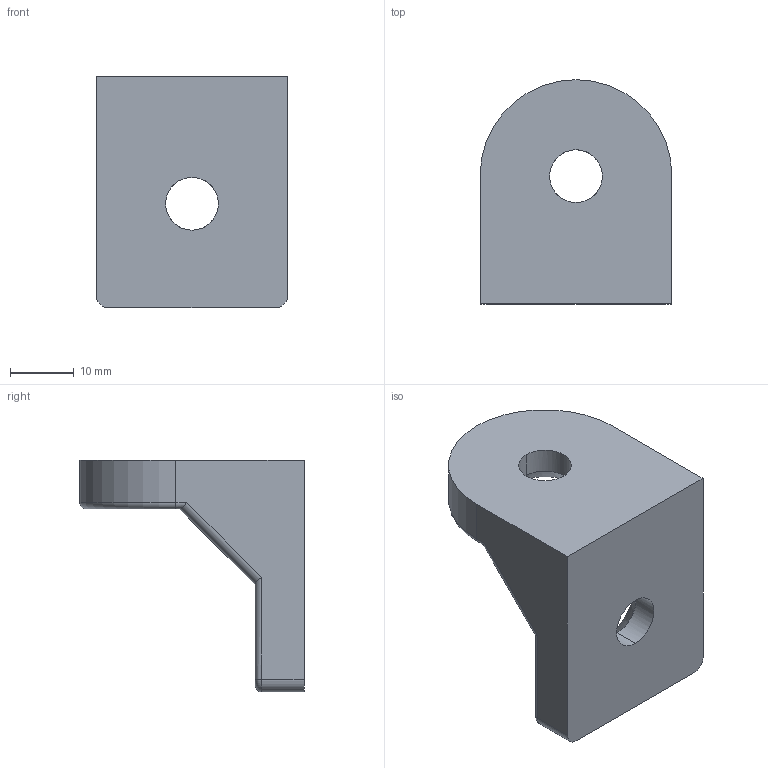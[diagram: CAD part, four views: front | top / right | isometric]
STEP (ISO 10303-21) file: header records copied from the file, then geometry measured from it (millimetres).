
FILE_DESCRIPTION (( 'STEP AP214' ), '1' );
FILE_NAME ('B498 Ïîâîðîòíûé óãëîâîé ñîåäèíèòåëü 40x40, ïàç 10.STEP', '2024-02-15T06:33:31', ( '' ), ( '' ), 'SwSTEP 2.0', 'SolidWorks 2022', '' );
FILE_SCHEMA (( 'AUTOMOTIVE_DESIGN' ));
Length unit declared in the file: millimetre
Products named in the file (1): B498 Поворотный угловой соединитель 40x40, паз 10
Bounding box: 30 x 35.1 x 36.3 mm (x, y, z)
Volume: 12983.5 mm3; surface area: 5209 mm2
Topology: 1 solids, 1 shells, 34 faces, 85 edges, 53 vertices
Faces by surface type: cylinder 17, plane 9, cone 4, torus 4
Entity records: 1604 total; most frequent: CARTESIAN_POINT 405, ORIENTED_EDGE 170, DIRECTION 158, EDGE_CURVE 85, AXIS2_PLACEMENT_3D 58, VERTEX_POINT 53, VECTOR 42, LINE 42
